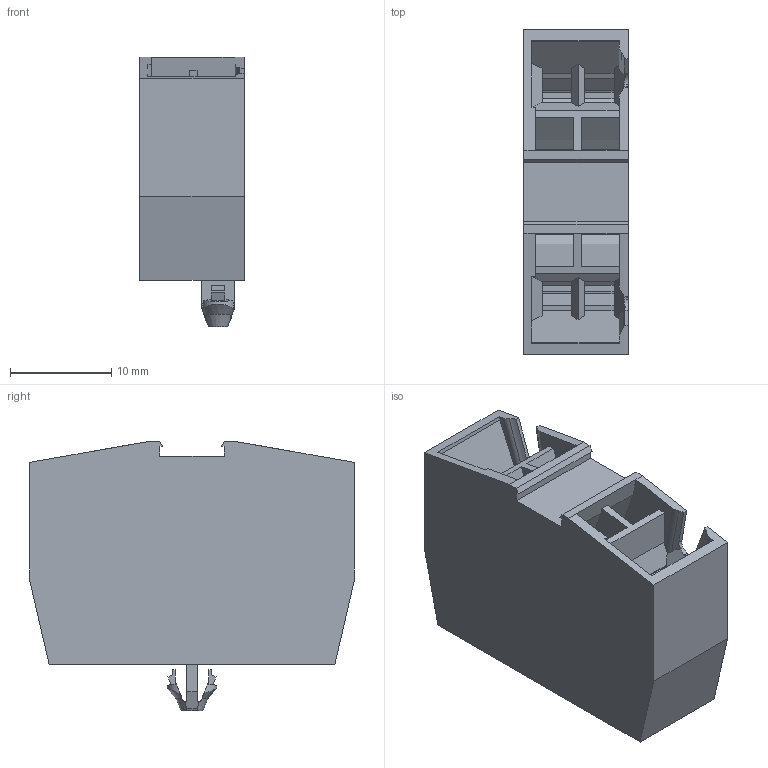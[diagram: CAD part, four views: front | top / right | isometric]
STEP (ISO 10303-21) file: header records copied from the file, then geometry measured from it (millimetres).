
FILE_DESCRIPTION(('Creo Elements/Direct Modeling STEP Export'),'2;1');
FILE_NAME('model.stp','2020-08-12T 5:07:51',(''),(''),'Creo Elements/Direct Modeling STEP processor for AP214 (Solid Model)','Creo Elements/Direct Modeling 20.1A 29-Sep-2018 (C) Parametric Technology GmbH','');
FILE_SCHEMA(('AUTOMOTIVE_DESIGN { 1 0 10303 214 1 1 1 1 }'));
Length unit declared in the file: millimetre
Products named in the file (2): MSDB_2.5_RZ_select
Assembly tree (1 placements, depth 2):
  MSDB_2.5_RZ_select
    MSDB_2.5_RZ_select
Bounding box: 10.3 x 32 x 26.6 mm (x, y, z)
Volume: 5215.5 mm3; surface area: 3773 mm2
Topology: 1 solids, 1 shells, 181 faces, 520 edges, 342 vertices
Faces by surface type: plane 153, cylinder 18, cone 6, extrusion 2, revolution 2
Entity records: 8149 total; most frequent: CARTESIAN_POINT 2109, ORIENTED_EDGE 1040, DIRECTION 797, EDGE_CURVE 520, VECTOR 412, LINE 410, VERTEX_POINT 342, AXIS2_PLACEMENT_3D 192
